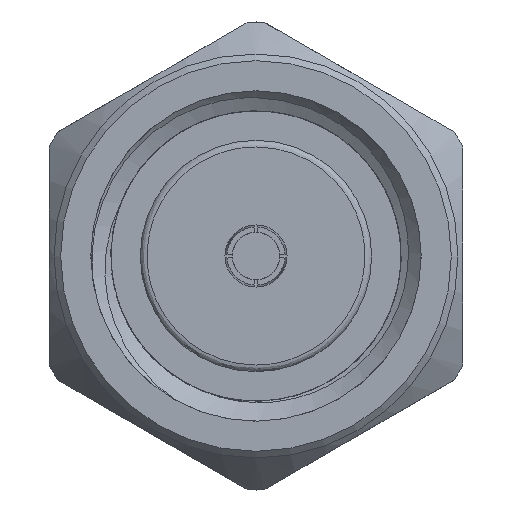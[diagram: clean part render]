
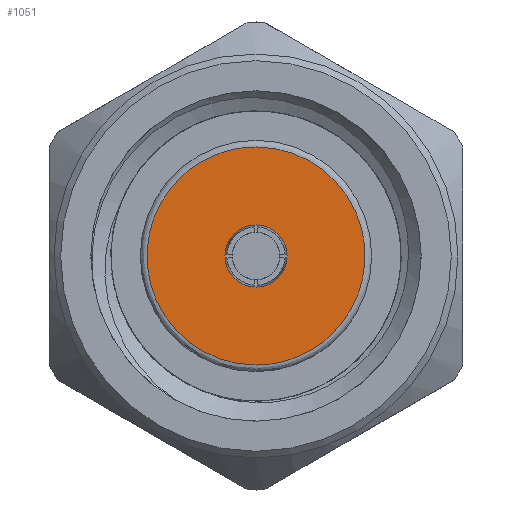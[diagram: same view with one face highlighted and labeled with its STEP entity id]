
A CAD part, left-side view. The second image highlights one B-rep face of the part: STEP entity #1051.
In plain terms, the highlighted planar face has unit normal (-1, 0, 0).
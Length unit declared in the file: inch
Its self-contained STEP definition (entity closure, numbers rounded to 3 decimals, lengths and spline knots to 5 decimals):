
#436 = ORIENTED_EDGE ( 'NONE', *, *, #2368, .F. ) ;
#650 =( BOUNDED_CURVE ( )  B_SPLINE_CURVE ( 3, ( #1857, #2891, #4246, #1877 ),
 .UNSPECIFIED., .F., .T. ) 
 B_SPLINE_CURVE_WITH_KNOTS ( ( 4, 4 ),
 ( 0., 1. ),
 .UNSPECIFIED. ) 
 CURVE ( )  GEOMETRIC_REPRESENTATION_ITEM ( )  RATIONAL_B_SPLINE_CURVE ( ( 1., 0.333, 0.333, 1. ) ) 
 REPRESENTATION_ITEM ( '' )  );
#696 = CARTESIAN_POINT ( 'NONE',  ( 0.11, 0., -0.0825 ) ) ;
#816 = ORIENTED_EDGE ( 'NONE', *, *, #3458, .F. ) ;
#851 = PLANE ( 'NONE',  #1822 ) ;
#862 = VERTEX_POINT ( 'NONE', #3610 ) ;
#875 = ORIENTED_EDGE ( 'NONE', *, *, #3227, .F. ) ;
#970 = CARTESIAN_POINT ( 'NONE',  ( 0.11, 0., -0.0235 ) ) ;
#1051 = ADVANCED_FACE ( 'NONE', ( #1250, #1488 ), #851, .F. ) ;
#1141 =( BOUNDED_CURVE ( )  B_SPLINE_CURVE ( 3, ( #696, #1483, #1388, #4133 ),
 .UNSPECIFIED., .F., .T. ) 
 B_SPLINE_CURVE_WITH_KNOTS ( ( 4, 4 ),
 ( 0., 1. ),
 .UNSPECIFIED. ) 
 CURVE ( )  GEOMETRIC_REPRESENTATION_ITEM ( )  RATIONAL_B_SPLINE_CURVE ( ( 1., 0.333, 0.333, 1. ) ) 
 REPRESENTATION_ITEM ( '' )  );
#1181 = DIRECTION ( 'NONE',  ( 0., 0., -1. ) ) ;
#1250 = FACE_BOUND ( 'NONE', #3866, .T. ) ;
#1388 = CARTESIAN_POINT ( 'NONE',  ( 0.11, 0.165, 0.0825 ) ) ;
#1445 = DIRECTION ( 'NONE',  ( 0., 0., -1. ) ) ;
#1483 = CARTESIAN_POINT ( 'NONE',  ( 0.11, 0.165, -0.0825 ) ) ;
#1488 = FACE_OUTER_BOUND ( 'NONE', #3489, .T. ) ;
#1800 = CARTESIAN_POINT ( 'NONE',  ( 0.11, 0., 0. ) ) ;
#1822 = AXIS2_PLACEMENT_3D ( 'NONE', #1800, #1853, #1445 ) ;
#1853 = DIRECTION ( 'NONE',  ( 1., 0., 0. ) ) ;
#1857 = CARTESIAN_POINT ( 'NONE',  ( 0.11, 0., 0.0825 ) ) ;
#1877 = CARTESIAN_POINT ( 'NONE',  ( 0.11, 0., -0.0825 ) ) ;
#2180 = CARTESIAN_POINT ( 'NONE',  ( 0.11, 0., 0. ) ) ;
#2359 = VERTEX_POINT ( 'NONE', #970 ) ;
#2368 = EDGE_CURVE ( 'NONE', #862, #2498, #650, .T. ) ;
#2498 = VERTEX_POINT ( 'NONE', #3274 ) ;
#2596 = AXIS2_PLACEMENT_3D ( 'NONE', #2180, #2866, #1181 ) ;
#2866 = DIRECTION ( 'NONE',  ( -1., 0., 0. ) ) ;
#2891 = CARTESIAN_POINT ( 'NONE',  ( 0.11, -0.165, 0.0825 ) ) ;
#3227 = EDGE_CURVE ( 'NONE', #2359, #2359, #3805, .T. ) ;
#3274 = CARTESIAN_POINT ( 'NONE',  ( 0.11, 0., -0.0825 ) ) ;
#3458 = EDGE_CURVE ( 'NONE', #2498, #862, #1141, .T. ) ;
#3489 = EDGE_LOOP ( 'NONE', ( #816, #436 ) ) ;
#3610 = CARTESIAN_POINT ( 'NONE',  ( 0.11, 0., 0.0825 ) ) ;
#3805 = CIRCLE ( 'NONE', #2596, 0.0235 ) ;
#3866 = EDGE_LOOP ( 'NONE', ( #875 ) ) ;
#4133 = CARTESIAN_POINT ( 'NONE',  ( 0.11, 0., 0.0825 ) ) ;
#4246 = CARTESIAN_POINT ( 'NONE',  ( 0.11, -0.165, -0.0825 ) ) ;
